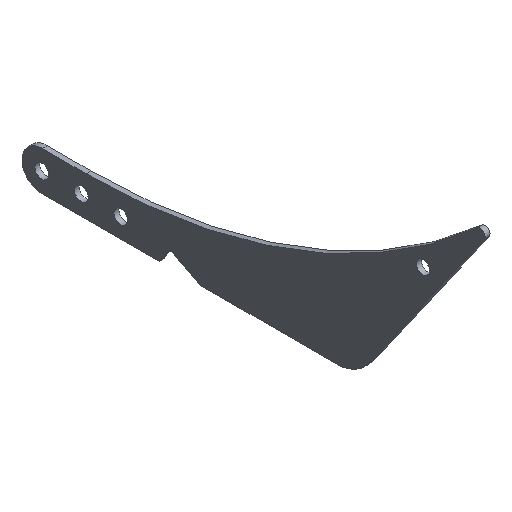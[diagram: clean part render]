
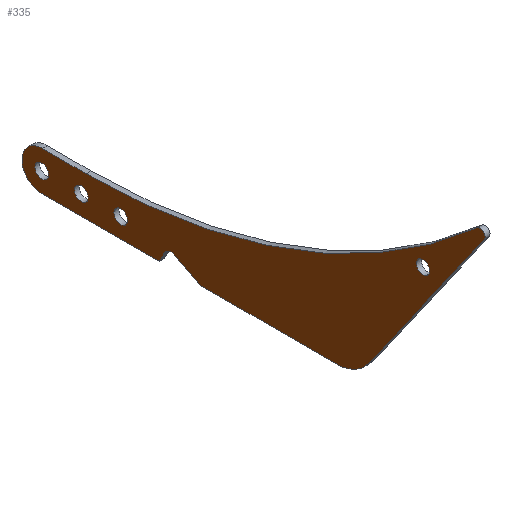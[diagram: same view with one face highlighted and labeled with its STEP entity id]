
A CAD part, isometric view. The second image highlights one B-rep face of the part: STEP entity #335.
In plain terms, the highlighted planar face has unit normal (-1, 0, 0).
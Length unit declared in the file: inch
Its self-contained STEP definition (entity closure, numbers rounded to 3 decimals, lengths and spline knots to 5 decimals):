
#19=FACE_BOUND('',#69,.T.);
#20=FACE_BOUND('',#70,.T.);
#21=FACE_BOUND('',#71,.T.);
#22=FACE_BOUND('',#72,.T.);
#30=PLANE('',#392);
#47=FACE_OUTER_BOUND('',#68,.T.);
#68=EDGE_LOOP('',(#295,#296,#297,#298,#299,#300,#301,#302,#303,#304,#305));
#69=EDGE_LOOP('',(#306));
#70=EDGE_LOOP('',(#307));
#71=EDGE_LOOP('',(#308));
#72=EDGE_LOOP('',(#309));
#79=LINE('',#528,#106);
#82=LINE('',#534,#109);
#86=LINE('',#546,#113);
#89=LINE('',#552,#116);
#93=LINE('',#564,#120);
#98=LINE('',#581,#125);
#106=VECTOR('',#433,0.3937);
#109=VECTOR('',#438,0.3937);
#113=VECTOR('',#450,0.3937);
#116=VECTOR('',#455,0.3937);
#120=VECTOR('',#467,0.3937);
#125=VECTOR('',#486,0.3937);
#128=CIRCLE('',#360,0.086);
#130=CIRCLE('',#363,0.0825);
#132=CIRCLE('',#366,0.086);
#134=CIRCLE('',#369,0.086);
#135=CIRCLE('',#371,0.25);
#137=CIRCLE('',#376,0.09375);
#139=CIRCLE('',#381,0.5);
#141=CIRCLE('',#385,0.0625);
#143=CIRCLE('',#388,7.4427);
#146=VERTEX_POINT('',#496);
#148=VERTEX_POINT('',#502);
#150=VERTEX_POINT('',#508);
#152=VERTEX_POINT('',#514);
#153=VERTEX_POINT('',#518);
#154=VERTEX_POINT('',#519);
#157=VERTEX_POINT('',#527);
#159=VERTEX_POINT('',#533);
#161=VERTEX_POINT('',#539);
#163=VERTEX_POINT('',#545);
#165=VERTEX_POINT('',#551);
#167=VERTEX_POINT('',#557);
#169=VERTEX_POINT('',#563);
#171=VERTEX_POINT('',#569);
#173=VERTEX_POINT('',#575);
#177=EDGE_CURVE('',#146,#146,#128,.T.);
#180=EDGE_CURVE('',#148,#148,#130,.T.);
#183=EDGE_CURVE('',#150,#150,#132,.T.);
#186=EDGE_CURVE('',#152,#152,#134,.T.);
#187=EDGE_CURVE('',#153,#154,#135,.T.);
#191=EDGE_CURVE('',#157,#153,#79,.T.);
#194=EDGE_CURVE('',#159,#157,#82,.T.);
#197=EDGE_CURVE('',#161,#159,#137,.T.);
#200=EDGE_CURVE('',#163,#161,#86,.T.);
#203=EDGE_CURVE('',#165,#163,#89,.T.);
#206=EDGE_CURVE('',#167,#165,#139,.T.);
#209=EDGE_CURVE('',#169,#167,#93,.T.);
#212=EDGE_CURVE('',#171,#169,#141,.T.);
#215=EDGE_CURVE('',#173,#171,#143,.T.);
#218=EDGE_CURVE('',#154,#173,#98,.T.);
#295=ORIENTED_EDGE('',*,*,#218,.F.);
#296=ORIENTED_EDGE('',*,*,#187,.F.);
#297=ORIENTED_EDGE('',*,*,#191,.F.);
#298=ORIENTED_EDGE('',*,*,#194,.F.);
#299=ORIENTED_EDGE('',*,*,#197,.F.);
#300=ORIENTED_EDGE('',*,*,#200,.F.);
#301=ORIENTED_EDGE('',*,*,#203,.F.);
#302=ORIENTED_EDGE('',*,*,#206,.F.);
#303=ORIENTED_EDGE('',*,*,#209,.F.);
#304=ORIENTED_EDGE('',*,*,#212,.F.);
#305=ORIENTED_EDGE('',*,*,#215,.F.);
#306=ORIENTED_EDGE('',*,*,#186,.F.);
#307=ORIENTED_EDGE('',*,*,#183,.F.);
#308=ORIENTED_EDGE('',*,*,#180,.F.);
#309=ORIENTED_EDGE('',*,*,#177,.F.);
#335=ADVANCED_FACE('',(#47,#19,#20,#21,#22),#30,.F.);
#360=AXIS2_PLACEMENT_3D('',#498,#400,#401);
#363=AXIS2_PLACEMENT_3D('',#504,#407,#408);
#366=AXIS2_PLACEMENT_3D('',#510,#414,#415);
#369=AXIS2_PLACEMENT_3D('',#516,#421,#422);
#371=AXIS2_PLACEMENT_3D('',#520,#425,#426);
#376=AXIS2_PLACEMENT_3D('',#540,#443,#444);
#381=AXIS2_PLACEMENT_3D('',#558,#460,#461);
#385=AXIS2_PLACEMENT_3D('',#570,#472,#473);
#388=AXIS2_PLACEMENT_3D('',#576,#479,#480);
#392=AXIS2_PLACEMENT_3D('',#584,#490,#491);
#400=DIRECTION('center_axis',(-1.,0.,0.));
#401=DIRECTION('ref_axis',(0.,-1.,0.));
#407=DIRECTION('center_axis',(-1.,0.,0.));
#408=DIRECTION('ref_axis',(0.,-1.,0.));
#414=DIRECTION('center_axis',(-1.,0.,0.));
#415=DIRECTION('ref_axis',(0.,-1.,0.));
#421=DIRECTION('center_axis',(-1.,0.,0.));
#422=DIRECTION('ref_axis',(0.,-1.,0.));
#425=DIRECTION('center_axis',(1.,0.,0.));
#426=DIRECTION('ref_axis',(0.,0.033,-0.999));
#433=DIRECTION('',(0.,1.,0.));
#438=DIRECTION('',(0.,0.471,-0.882));
#443=DIRECTION('center_axis',(-1.,0.,0.));
#444=DIRECTION('ref_axis',(0.,-0.882,-0.471));
#450=DIRECTION('',(0.,0.882,0.471));
#455=DIRECTION('',(0.,1.,0.));
#460=DIRECTION('center_axis',(1.,0.,0.));
#461=DIRECTION('ref_axis',(0.,-0.819,-0.574));
#467=DIRECTION('',(0.,0.574,-0.819));
#472=DIRECTION('center_axis',(1.,0.,0.));
#473=DIRECTION('ref_axis',(0.,0.664,0.748));
#479=DIRECTION('center_axis',(-1.,0.,0.));
#480=DIRECTION('ref_axis',(0.,0.664,0.748));
#486=DIRECTION('',(0.,-1.,0.));
#490=DIRECTION('center_axis',(1.,0.,0.));
#491=DIRECTION('ref_axis',(0.,0.,-1.));
#496=CARTESIAN_POINT('',(0.,0.086,0.));
#498=CARTESIAN_POINT('Origin',(0.,0.,0.));
#502=CARTESIAN_POINT('',(0.,-4.74205,1.35825));
#504=CARTESIAN_POINT('Origin',(0.,-4.82455,1.35825));
#508=CARTESIAN_POINT('',(0.,-0.914,0.));
#510=CARTESIAN_POINT('Origin',(0.,-1.,0.));
#514=CARTESIAN_POINT('',(0.,-0.414,0.));
#516=CARTESIAN_POINT('Origin',(0.,-0.5,0.));
#518=CARTESIAN_POINT('',(0.,0.00835,-0.24986));
#519=CARTESIAN_POINT('',(0.,-0.00835,0.24986));
#520=CARTESIAN_POINT('Origin',(0.,0.,0.));
#527=CARTESIAN_POINT('',(0.,-1.48555,-0.24986));
#528=CARTESIAN_POINT('',(0.,-3.73136,-0.24986));
#533=CARTESIAN_POINT('',(0.,-1.55522,-0.11943));
#534=CARTESIAN_POINT('',(0.,-1.55522,-0.11943));
#539=CARTESIAN_POINT('',(0.,-1.68208,-0.08091));
#540=CARTESIAN_POINT('Origin',(0.,-1.63791,-0.1636));
#545=CARTESIAN_POINT('',(0.,-1.99838,-0.24986));
#546=CARTESIAN_POINT('',(0.,-2.06026,-0.28292));
#551=CARTESIAN_POINT('',(0.,-3.73136,-0.24986));
#552=CARTESIAN_POINT('',(0.,-3.73136,-0.24986));
#557=CARTESIAN_POINT('',(0.,-4.14094,-0.03665));
#558=CARTESIAN_POINT('Origin',(0.,-3.73136,0.25014));
#563=CARTESIAN_POINT('',(0.,-5.59921,2.04598));
#564=CARTESIAN_POINT('',(0.,-5.59921,2.04598));
#569=CARTESIAN_POINT('',(0.,-5.5065,2.12855));
#570=CARTESIAN_POINT('Origin',(0.,-5.54801,2.08183));
#575=CARTESIAN_POINT('',(0.,-0.56327,0.24986));
#576=CARTESIAN_POINT('Origin',(0.,-0.56327,7.69256));
#581=CARTESIAN_POINT('',(0.,-0.00835,0.24986));
#584=CARTESIAN_POINT('Origin',(0.,-2.68026,0.94723));
